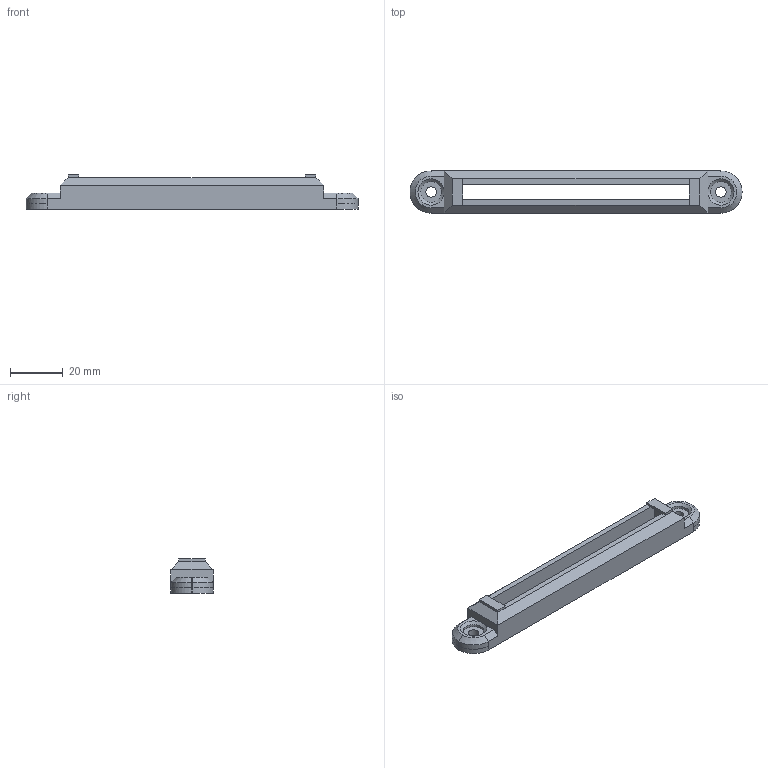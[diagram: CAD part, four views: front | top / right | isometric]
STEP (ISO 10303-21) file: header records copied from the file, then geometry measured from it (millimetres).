
FILE_DESCRIPTION(('FreeCAD Model'),'2;1');
FILE_NAME('wiper_mount_v1.step','2016-11-08T14:51:51',('Author'),(''), 'Open CASCADE STEP processor 6.8','FreeCAD','Unknown');
FILE_SCHEMA(('AUTOMOTIVE_DESIGN_CC2 { 1 2 10303 214 -1 1 5 4 }'));
Length unit declared in the file: millimetre
Products named in the file (2): ASSEMBLY; Chamfer001002
Assembly tree (1 placements, depth 2):
  ASSEMBLY
    Chamfer001002
Bounding box: 126 x 16 x 13 mm (x, y, z)
Volume: 13498.7 mm3; surface area: 7886.1 mm2
Topology: 1 solids, 1 shells, 57 faces, 140 edges, 86 vertices
Faces by surface type: plane 39, cylinder 8, cone 6, bspline 4
Full cylindrical faces by diameter (mm): 4 x2, 8 x2
Entity records: 4758 total; most frequent: CARTESIAN_POINT 1991, DIRECTION 475, LINE 326, VECTOR 326, ORIENTED_EDGE 280, PCURVE 280, DEFINITIONAL_REPRESENTATION 280, EDGE_CURVE 140
